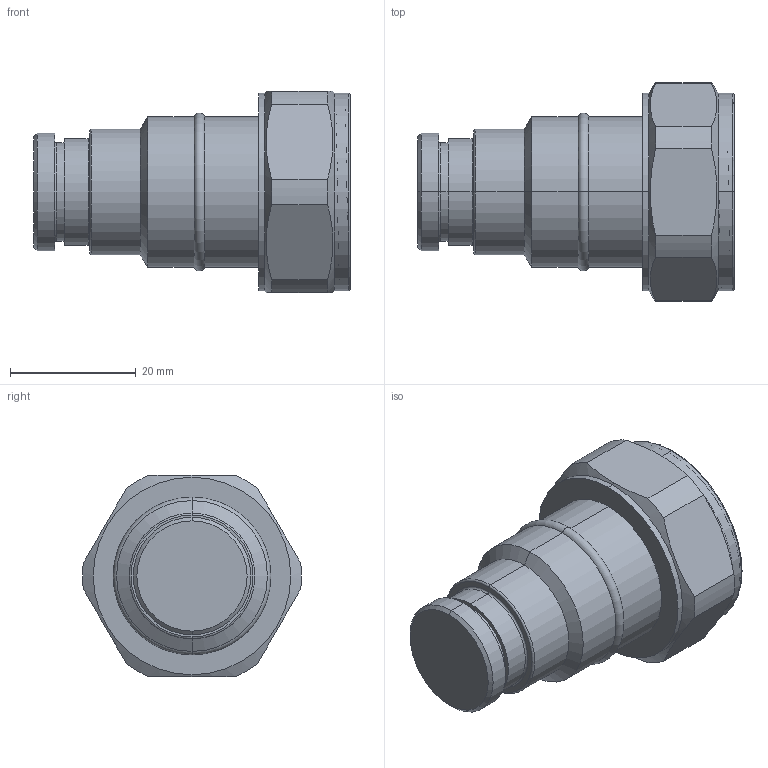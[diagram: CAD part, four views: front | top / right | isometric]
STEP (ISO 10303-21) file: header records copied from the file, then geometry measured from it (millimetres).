
FILE_DESCRIPTION((''),'2;1');
FILE_NAME('PRT0001','2021-09-02T',('1111'),(''),'PRO/ENGINEER BY PARAMETRIC TECHNOLOGY CORPORATION, 2012090','PRO/ENGINEER BY PARAMETRIC TECHNOLOGY CORPORATION, 2012090','');
FILE_SCHEMA(('CONFIG_CONTROL_DESIGN'));
Length unit declared in the file: millimetre
Products named in the file (1): PRT0001
Bounding box: 50.3 x 34.81 x 32 mm (x, y, z)
Volume: 21456.1 mm3; surface area: 7475.7 mm2
Topology: 1 solids, 1 shells, 84 faces, 191 edges, 117 vertices
Faces by surface type: cylinder 38, plane 18, torus 12, cone 12, bspline 4
Entity records: 3484 total; most frequent: CARTESIAN_POINT 1569, DIRECTION 404, ORIENTED_EDGE 382, EDGE_CURVE 191, AXIS2_PLACEMENT_3D 172, VERTEX_POINT 117, EDGE_LOOP 92, CIRCLE 92
